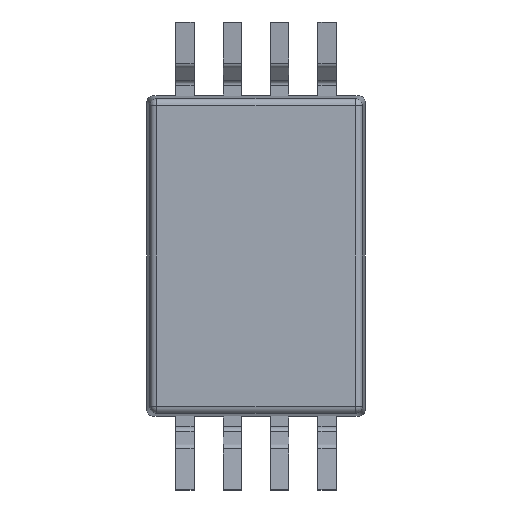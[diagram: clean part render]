
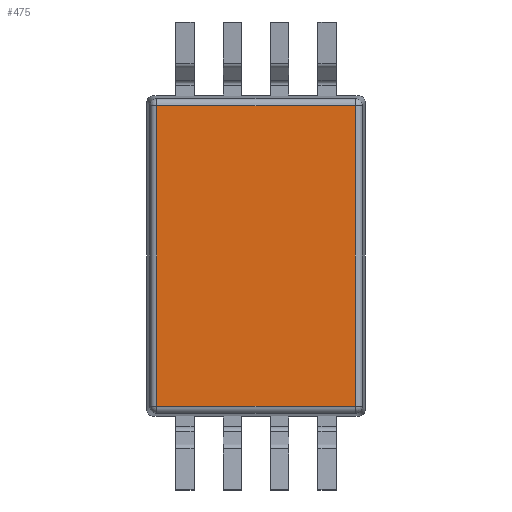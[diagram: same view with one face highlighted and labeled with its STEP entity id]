
A CAD part, front view. The second image highlights one B-rep face of the part: STEP entity #475.
In plain terms, the highlighted planar face has unit normal (0, -1, 0).
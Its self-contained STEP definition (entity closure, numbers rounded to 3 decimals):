
#475 = ADVANCED_FACE('',(#476),#510,.T.);
#476 = FACE_BOUND('',#477,.T.);
#477 = EDGE_LOOP('',(#478,#488,#496,#504));
#478 = ORIENTED_EDGE('',*,*,#479,.T.);
#479 = EDGE_CURVE('',#480,#482,#484,.T.);
#480 = VERTEX_POINT('',#481);
#481 = CARTESIAN_POINT('',(-1.36,0.1,2.06));
#482 = VERTEX_POINT('',#483);
#483 = CARTESIAN_POINT('',(-1.36,0.1,-2.06));
#484 = LINE('',#485,#486);
#485 = CARTESIAN_POINT('',(-1.36,0.1,0.));
#486 = VECTOR('',#487,1.);
#487 = DIRECTION('',(-0.,-0.,-1.));
#488 = ORIENTED_EDGE('',*,*,#489,.T.);
#489 = EDGE_CURVE('',#482,#490,#492,.T.);
#490 = VERTEX_POINT('',#491);
#491 = CARTESIAN_POINT('',(1.36,0.1,-2.06));
#492 = LINE('',#493,#494);
#493 = CARTESIAN_POINT('',(-0.,0.1,-2.06));
#494 = VECTOR('',#495,1.);
#495 = DIRECTION('',(1.,-0.,-0.));
#496 = ORIENTED_EDGE('',*,*,#497,.T.);
#497 = EDGE_CURVE('',#490,#498,#500,.T.);
#498 = VERTEX_POINT('',#499);
#499 = CARTESIAN_POINT('',(1.36,0.1,2.06));
#500 = LINE('',#501,#502);
#501 = CARTESIAN_POINT('',(1.36,0.1,0.));
#502 = VECTOR('',#503,1.);
#503 = DIRECTION('',(-0.,-0.,1.));
#504 = ORIENTED_EDGE('',*,*,#505,.T.);
#505 = EDGE_CURVE('',#498,#480,#506,.T.);
#506 = LINE('',#507,#508);
#507 = CARTESIAN_POINT('',(-0.,0.1,2.06));
#508 = VECTOR('',#509,1.);
#509 = DIRECTION('',(-1.,-0.,-0.));
#510 = PLANE('',#511);
#511 = AXIS2_PLACEMENT_3D('',#512,#513,#514);
#512 = CARTESIAN_POINT('',(0.,0.1,0.));
#513 = DIRECTION('',(0.,-1.,0.));
#514 = DIRECTION('',(0.,-0.,-1.));
